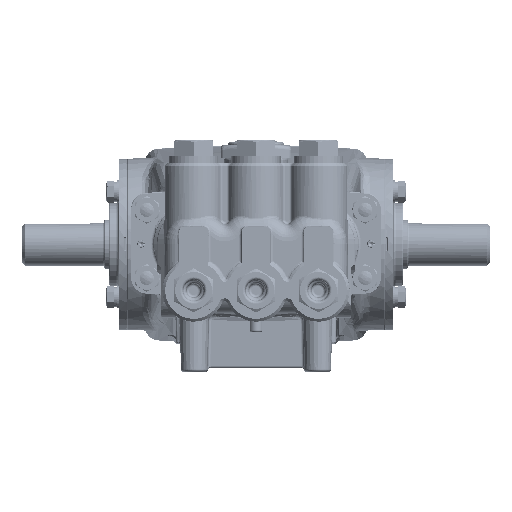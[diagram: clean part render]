
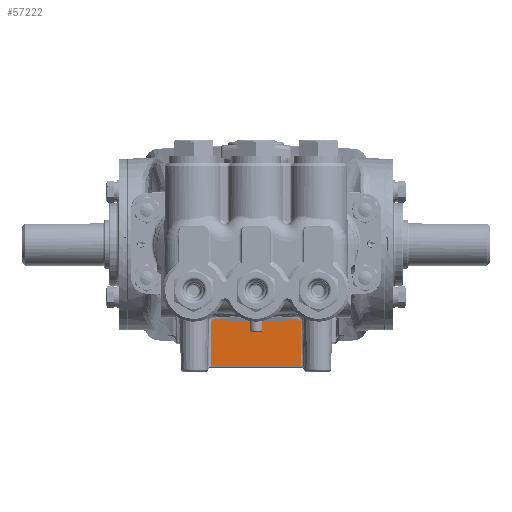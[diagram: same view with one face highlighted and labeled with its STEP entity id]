
A CAD part, top view. The second image highlights one B-rep face of the part: STEP entity #57222.
In plain terms, the highlighted planar face has unit normal (0, -0.018, 1).
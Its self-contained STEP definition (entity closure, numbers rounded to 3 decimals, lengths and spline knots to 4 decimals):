
#1665 = AXIS2_PLACEMENT_3D ( 'NONE', #44006, #86160, #109884 ) ;
#2844 = CARTESIAN_POINT ( 'NONE',  ( -1.2322, -2.1036, 5.7732 ) ) ;
#8159 = EDGE_LOOP ( 'NONE', ( #129186, #70569, #184003, #62098, #78573, #187955, #185360 ) ) ;
#10350 = DIRECTION ( 'NONE',  ( -0.017, -1., -0.017 ) ) ;
#20368 = EDGE_CURVE ( 'NONE', #46985, #192439, #138544, .T. ) ;
#31809 = B_SPLINE_CURVE_WITH_KNOTS ( 'NONE', 3,
 ( #146585, #183532, #224408, #2844 ),
 .UNSPECIFIED., .F., .F.,
 ( 4, 4 ),
 ( 0., 0.0313 ),
 .UNSPECIFIED. ) ;
#34823 = CARTESIAN_POINT ( 'NONE',  ( 0., -2.1573, 5.7722 ) ) ;
#38348 = EDGE_CURVE ( 'NONE', #56621, #80485, #31809, .T. ) ;
#42967 = B_SPLINE_CURVE_WITH_KNOTS ( 'NONE', 3,
 ( #190856, #231702, #189543, #113026 ),
 .UNSPECIFIED., .F., .F.,
 ( 4, 4 ),
 ( 0., 0.0006 ),
 .UNSPECIFIED. ) ;
#43159 = LINE ( 'NONE', #201420, #73457 ) ;
#44006 = CARTESIAN_POINT ( 'NONE',  ( -1.3386, -3.5433, 5.748 ) ) ;
#45522 = CARTESIAN_POINT ( 'NONE',  ( -1.235, -2.1198, 5.7729 ) ) ;
#46985 = VERTEX_POINT ( 'NONE', #136113 ) ;
#51227 = CARTESIAN_POINT ( 'NONE',  ( -1.2578, -3.4266, 5.7501 ) ) ;
#54629 = CARTESIAN_POINT ( 'NONE',  ( 0.411, -2.1454, 5.7724 ) ) ;
#56621 = VERTEX_POINT ( 'NONE', #94559 ) ;
#57222 = ADVANCED_FACE ( 'NONE', ( #66381 ), #69003, .T. ) ;
#59934 = CARTESIAN_POINT ( 'NONE',  ( -1.2352, -2.128, 5.7727 ) ) ;
#62098 = ORIENTED_EDGE ( 'NONE', *, *, #139952, .F. ) ;
#66381 = FACE_OUTER_BOUND ( 'NONE', #8159, .T. ) ;
#69003 = PLANE ( 'NONE',  #1665 ) ;
#70569 = ORIENTED_EDGE ( 'NONE', *, *, #20368, .T. ) ;
#73457 = VECTOR ( 'NONE', #102504, 39.3701 ) ;
#78573 = ORIENTED_EDGE ( 'NONE', *, *, #161188, .F. ) ;
#80485 = VERTEX_POINT ( 'NONE', #229175 ) ;
#81401 = VERTEX_POINT ( 'NONE', #199029 ) ;
#82513 = CARTESIAN_POINT ( 'NONE',  ( -1.2322, -2.1036, 5.7732 ) ) ;
#85101 = CARTESIAN_POINT ( 'NONE',  ( 1.2571, -3.3865, 5.7508 ) ) ;
#85317 = EDGE_CURVE ( 'NONE', #80485, #239069, #120071, .T. ) ;
#86160 = DIRECTION ( 'NONE',  ( 0., -0.017, 1. ) ) ;
#94559 = CARTESIAN_POINT ( 'NONE',  ( 0., -2.1573, 5.7722 ) ) ;
#102504 = DIRECTION ( 'NONE',  ( 0.017, -1., -0.017 ) ) ;
#106175 = CARTESIAN_POINT ( 'NONE',  ( -1.2352, -2.128, 5.7727 ) ) ;
#109884 = DIRECTION ( 'NONE',  ( 0., -1., -0.017 ) ) ;
#111390 = VECTOR ( 'NONE', #10350, 39.3701 ) ;
#113026 = CARTESIAN_POINT ( 'NONE',  ( 1.2352, -2.128, 5.7727 ) ) ;
#118325 = EDGE_CURVE ( 'NONE', #81401, #192439, #43159, .T. ) ;
#120071 = B_SPLINE_CURVE_WITH_KNOTS ( 'NONE', 3,
 ( #82513, #207709, #45522, #106175 ),
 .UNSPECIFIED., .F., .F.,
 ( 4, 4 ),
 ( 0., 0.0006 ),
 .UNSPECIFIED. ) ;
#122630 = CARTESIAN_POINT ( 'NONE',  ( -1.3386, -3.3865, 5.7508 ) ) ;
#129186 = ORIENTED_EDGE ( 'NONE', *, *, #236448, .T. ) ;
#135064 = CARTESIAN_POINT ( 'NONE',  ( 1.2322, -2.1036, 5.7732 ) ) ;
#136113 = CARTESIAN_POINT ( 'NONE',  ( -1.2571, -3.3865, 5.7508 ) ) ;
#138544 = LINE ( 'NONE', #122630, #173923 ) ;
#139952 = EDGE_CURVE ( 'NONE', #229307, #81401, #42967, .T. ) ;
#146585 = CARTESIAN_POINT ( 'NONE',  ( 0., -2.1573, 5.7722 ) ) ;
#161188 = EDGE_CURVE ( 'NONE', #56621, #229307, #212626, .T. ) ;
#173923 = VECTOR ( 'NONE', #178090, 39.3701 ) ;
#178090 = DIRECTION ( 'NONE',  ( 1., 0., 0. ) ) ;
#183532 = CARTESIAN_POINT ( 'NONE',  ( -0.411, -2.1454, 5.7724 ) ) ;
#184003 = ORIENTED_EDGE ( 'NONE', *, *, #118325, .F. ) ;
#185360 = ORIENTED_EDGE ( 'NONE', *, *, #85317, .T. ) ;
#187955 = ORIENTED_EDGE ( 'NONE', *, *, #38348, .T. ) ;
#189543 = CARTESIAN_POINT ( 'NONE',  ( 1.235, -2.1198, 5.7729 ) ) ;
#190856 = CARTESIAN_POINT ( 'NONE',  ( 1.2322, -2.1036, 5.7732 ) ) ;
#191868 = CARTESIAN_POINT ( 'NONE',  ( 0.8218, -2.1278, 5.7727 ) ) ;
#192439 = VERTEX_POINT ( 'NONE', #85101 ) ;
#199029 = CARTESIAN_POINT ( 'NONE',  ( 1.2352, -2.128, 5.7727 ) ) ;
#201420 = CARTESIAN_POINT ( 'NONE',  ( 1.2578, -3.4266, 5.7501 ) ) ;
#207709 = CARTESIAN_POINT ( 'NONE',  ( -1.234, -2.1116, 5.773 ) ) ;
#212626 = B_SPLINE_CURVE_WITH_KNOTS ( 'NONE', 3,
 ( #34823, #54629, #191868, #135064 ),
 .UNSPECIFIED., .F., .F.,
 ( 4, 4 ),
 ( 0., 0.0313 ),
 .UNSPECIFIED. ) ;
#224408 = CARTESIAN_POINT ( 'NONE',  ( -0.8218, -2.1278, 5.7727 ) ) ;
#229175 = CARTESIAN_POINT ( 'NONE',  ( -1.2322, -2.1036, 5.7732 ) ) ;
#229307 = VERTEX_POINT ( 'NONE', #253537 ) ;
#231702 = CARTESIAN_POINT ( 'NONE',  ( 1.234, -2.1116, 5.773 ) ) ;
#236448 = EDGE_CURVE ( 'NONE', #239069, #46985, #249071, .T. ) ;
#239069 = VERTEX_POINT ( 'NONE', #59934 ) ;
#249071 = LINE ( 'NONE', #51227, #111390 ) ;
#253537 = CARTESIAN_POINT ( 'NONE',  ( 1.2322, -2.1036, 5.7732 ) ) ;
